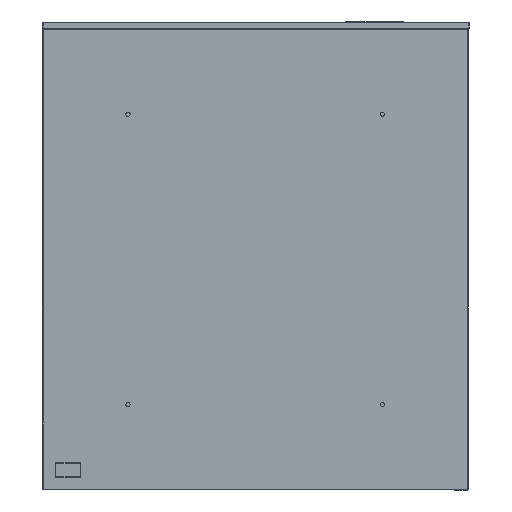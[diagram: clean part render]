
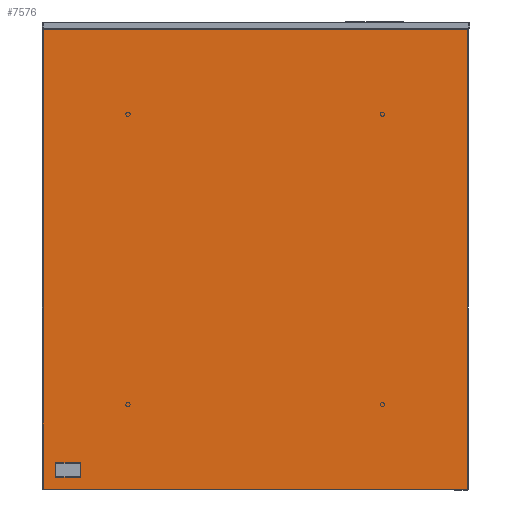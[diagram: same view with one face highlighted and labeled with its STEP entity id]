
A CAD part, left-side view. The second image highlights one B-rep face of the part: STEP entity #7576.
In plain terms, the highlighted planar face has unit normal (-1, 0, 0).
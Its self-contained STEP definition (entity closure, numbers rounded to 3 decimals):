
#7215=CARTESIAN_POINT('',(-3823.565,5493.44,-59.131));
#7216=VERTEX_POINT('',#7215);
#7217=CARTESIAN_POINT('',(-3823.565,5493.44,-596.869));
#7218=VERTEX_POINT('',#7217);
#7219=CARTESIAN_POINT('',(-3823.565,5493.44,-59.131));
#7220=DIRECTION('',(0.0,0.0,-1.0));
#7221=VECTOR('',#7220,537.737);
#7222=LINE('',#7219,#7221);
#7223=EDGE_CURVE('',#7216,#7218,#7222,.T.);
#7255=CARTESIAN_POINT('',(-3823.565,5493.771,-597.2));
#7256=VERTEX_POINT('',#7255);
#7257=CARTESIAN_POINT('',(-3823.565,5493.44,-596.869));
#7258=DIRECTION('',(0.0,0.707,-0.707));
#7259=VECTOR('',#7258,0.469);
#7260=LINE('',#7257,#7259);
#7261=EDGE_CURVE('',#7218,#7256,#7260,.T.);
#7286=CARTESIAN_POINT('',(-3823.565,5989.508,-597.2));
#7287=VERTEX_POINT('',#7286);
#7288=CARTESIAN_POINT('',(-3823.565,5493.771,-597.2));
#7289=DIRECTION('',(0.0,1.0,0.0));
#7290=VECTOR('',#7289,495.737);
#7291=LINE('',#7288,#7290);
#7292=EDGE_CURVE('',#7256,#7287,#7291,.T.);
#7326=CARTESIAN_POINT('',(-3823.565,5989.84,-596.869));
#7327=VERTEX_POINT('',#7326);
#7328=CARTESIAN_POINT('',(-3823.565,5989.508,-597.2));
#7329=DIRECTION('',(0.0,0.707,0.707));
#7330=VECTOR('',#7329,0.469);
#7331=LINE('',#7328,#7330);
#7332=EDGE_CURVE('',#7287,#7327,#7331,.T.);
#7357=CARTESIAN_POINT('',(-3823.565,5989.84,-59.131));
#7358=VERTEX_POINT('',#7357);
#7359=CARTESIAN_POINT('',(-3823.565,5989.84,-596.869));
#7360=DIRECTION('',(0.0,0.0,1.0));
#7361=VECTOR('',#7360,537.737);
#7362=LINE('',#7359,#7361);
#7363=EDGE_CURVE('',#7327,#7358,#7362,.T.);
#7388=CARTESIAN_POINT('',(-3823.565,5989.508,-58.8));
#7389=VERTEX_POINT('',#7388);
#7390=CARTESIAN_POINT('',(-3823.565,5989.84,-59.131));
#7391=DIRECTION('',(0.0,-0.707,0.707));
#7392=VECTOR('',#7391,0.469);
#7393=LINE('',#7390,#7392);
#7394=EDGE_CURVE('',#7358,#7389,#7393,.T.);
#7419=CARTESIAN_POINT('',(-3823.565,5493.771,-58.8));
#7420=VERTEX_POINT('',#7419);
#7421=CARTESIAN_POINT('',(-3823.565,5989.508,-58.8));
#7422=DIRECTION('',(0.0,-1.0,0.0));
#7423=VECTOR('',#7422,495.737);
#7424=LINE('',#7421,#7423);
#7425=EDGE_CURVE('',#7389,#7420,#7424,.T.);
#7448=CARTESIAN_POINT('',(-3823.565,5493.771,-58.8));
#7449=DIRECTION('',(0.0,-0.707,-0.707));
#7450=VECTOR('',#7449,0.469);
#7451=LINE('',#7448,#7450);
#7452=EDGE_CURVE('',#7420,#7216,#7451,.T.);
#7561=CARTESIAN_POINT('',(-3823.565,5741.64,-597.201));
#7562=DIRECTION('',(-1.0,0.0,0.0));
#7563=DIRECTION('',(0.0,0.0,1.0));
#7564=AXIS2_PLACEMENT_3D('',#7561,#7562,#7563);
#7565=PLANE('',#7564);
#7566=ORIENTED_EDGE('',*,*,#7223,.F.);
#7567=ORIENTED_EDGE('',*,*,#7452,.F.);
#7568=ORIENTED_EDGE('',*,*,#7425,.F.);
#7569=ORIENTED_EDGE('',*,*,#7394,.F.);
#7570=ORIENTED_EDGE('',*,*,#7363,.F.);
#7571=ORIENTED_EDGE('',*,*,#7332,.F.);
#7572=ORIENTED_EDGE('',*,*,#7292,.F.);
#7573=ORIENTED_EDGE('',*,*,#7261,.F.);
#7574=EDGE_LOOP('',(#7566,#7567,#7568,#7569,#7570,#7571,#7572,#7573));
#7575=FACE_OUTER_BOUND('',#7574,.T.);
#7576=ADVANCED_FACE('',(#7575),#7565,.T.);
